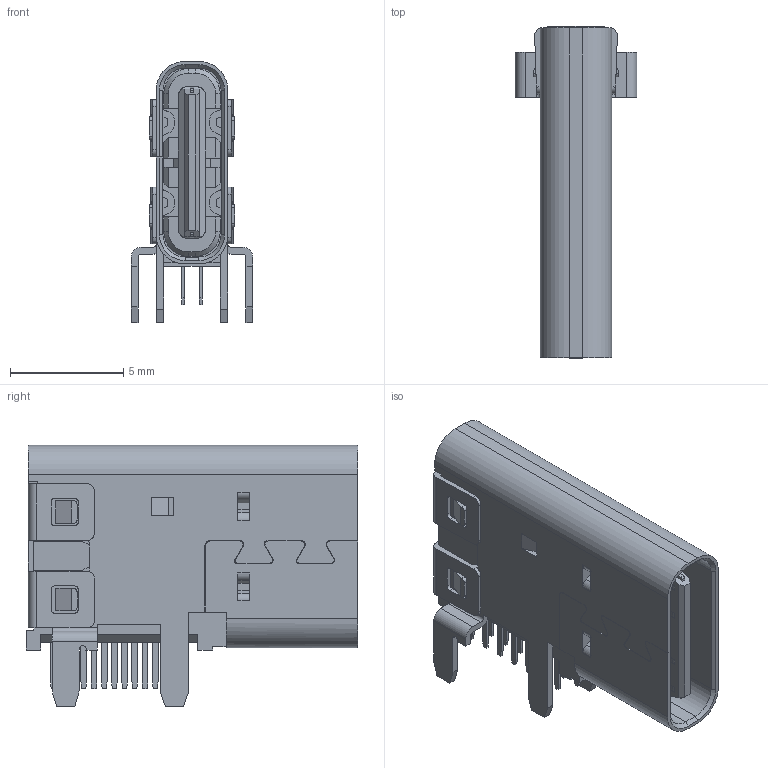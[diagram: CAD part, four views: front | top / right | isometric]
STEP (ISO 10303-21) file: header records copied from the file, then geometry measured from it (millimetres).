
FILE_DESCRIPTION(/* description */ (''),/* implementation_level */ '2;1');
FILE_NAME(/* name */ '2169890002wbm000_01_214.stp',/* time_stamp */ '2022-11-12T16:26:59+08:00',/* author */ (''),/* organization */ (''),/* preprocessor_version */ 'ST-DEVELOPER v16.7',/* originating_system */ 'SIEMENS PLM Software NX 1919',/* authorisation */ '');
FILE_SCHEMA (('AUTOMOTIVE_DESIGN { 1 0 10303 214 3 1 1 1 }'));
Length unit declared in the file: millimetre
Products named in the file (1): 2169890002wbm000_01
Bounding box: 5.36 x 14.65 x 11.54 mm (x, y, z)
Volume: 319.7 mm3; surface area: 665.4 mm2
Topology: 1 solids, 1 shells, 624 faces, 1780 edges, 1177 vertices
Faces by surface type: plane 480, cylinder 130, cone 8, extrusion 6
Entity records: 20326 total; most frequent: CARTESIAN_POINT 3851, ORIENTED_EDGE 3560, DIRECTION 3238, EDGE_CURVE 1780, VECTOR 1466, LINE 1460, VERTEX_POINT 1177, AXIS2_PLACEMENT_3D 886
